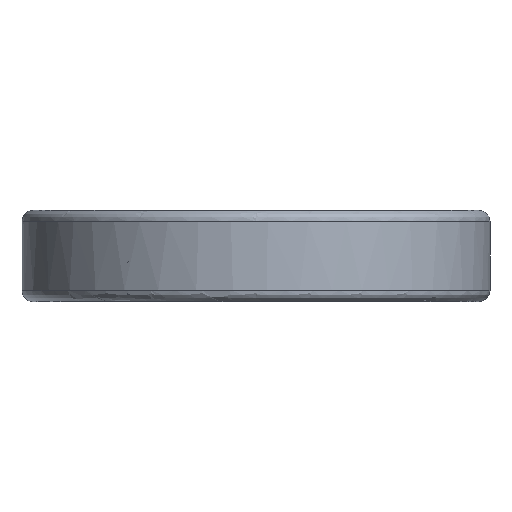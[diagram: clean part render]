
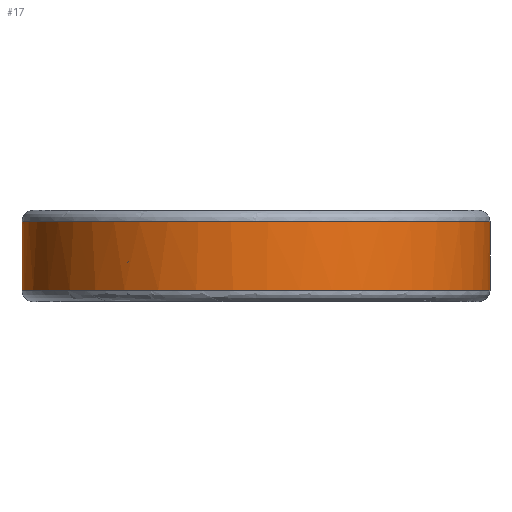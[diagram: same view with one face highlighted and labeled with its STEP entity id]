
A CAD part, front view. The second image highlights one B-rep face of the part: STEP entity #17.
In plain terms, the highlighted free-form (B-spline) face has degree [3, 1] with [7, 2] control points.
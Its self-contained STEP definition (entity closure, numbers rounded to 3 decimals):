
#17 = ADVANCED_FACE('',(#18),#54,.T.);
#18 = FACE_BOUND('',#19,.T.);
#19 = EDGE_LOOP('',(#20,#32,#39,#49));
#20 = ORIENTED_EDGE('',*,*,#21,.T.);
#21 = EDGE_CURVE('',#22,#22,#24,.T.);
#22 = VERTEX_POINT('',#23);
#23 = CARTESIAN_POINT('',(-24.926,-1.824,
    -3.648));
#24 = ( BOUNDED_CURVE() B_SPLINE_CURVE(3,(#25,#26,#27,#28,#29,#30,#31),
.UNSPECIFIED.,.T.,.F.) B_SPLINE_CURVE_WITH_KNOTS((4,3,4),(0.,0.5,1.),
.PIECEWISE_BEZIER_KNOTS.) CURVE() GEOMETRIC_REPRESENTATION_ITEM() 
RATIONAL_B_SPLINE_CURVE((1.,0.333,0.333,1.,0.333,0.333,
1.)) REPRESENTATION_ITEM('') );
#25 = CARTESIAN_POINT('',(-24.926,-1.824,
    -3.648));
#26 = CARTESIAN_POINT('',(-24.926,-51.675,
    -3.648));
#27 = CARTESIAN_POINT('',(24.926,-51.675,
    -3.648));
#28 = CARTESIAN_POINT('',(24.926,-1.824,
    -3.648));
#29 = CARTESIAN_POINT('',(24.926,48.027,
    -3.648));
#30 = CARTESIAN_POINT('',(-24.926,48.027,
    -3.648));
#31 = CARTESIAN_POINT('',(-24.926,-1.824,
    -3.648));
#32 = ORIENTED_EDGE('',*,*,#33,.T.);
#33 = EDGE_CURVE('',#22,#34,#36,.T.);
#34 = VERTEX_POINT('',#35);
#35 = CARTESIAN_POINT('',(-24.926,-1.824,3.648
    ));
#36 = B_SPLINE_CURVE_WITH_KNOTS('',1,(#37,#38),.UNSPECIFIED.,.F.,.F.,(2,
    2),(0.,1.),.PIECEWISE_BEZIER_KNOTS.);
#37 = CARTESIAN_POINT('',(-24.926,-1.824,
    -3.648));
#38 = CARTESIAN_POINT('',(-24.926,-1.824,3.648
    ));
#39 = ORIENTED_EDGE('',*,*,#40,.T.);
#40 = EDGE_CURVE('',#34,#34,#41,.T.);
#41 = ( BOUNDED_CURVE() B_SPLINE_CURVE(3,(#42,#43,#44,#45,#46,#47,#48),
.UNSPECIFIED.,.T.,.F.) B_SPLINE_CURVE_WITH_KNOTS((4,3,4),(0.,0.5,1.),
.PIECEWISE_BEZIER_KNOTS.) CURVE() GEOMETRIC_REPRESENTATION_ITEM() 
RATIONAL_B_SPLINE_CURVE((1.,0.333,0.333,1.,0.333,0.333,
1.)) REPRESENTATION_ITEM('') );
#42 = CARTESIAN_POINT('',(-24.926,-1.824,3.648
    ));
#43 = CARTESIAN_POINT('',(-24.926,48.027,3.648
    ));
#44 = CARTESIAN_POINT('',(24.926,48.027,3.648
    ));
#45 = CARTESIAN_POINT('',(24.926,-1.824,3.648
    ));
#46 = CARTESIAN_POINT('',(24.926,-51.675,3.648
    ));
#47 = CARTESIAN_POINT('',(-24.926,-51.675,3.648
    ));
#48 = CARTESIAN_POINT('',(-24.926,-1.824,3.648
    ));
#49 = ORIENTED_EDGE('',*,*,#50,.T.);
#50 = EDGE_CURVE('',#34,#22,#51,.T.);
#51 = B_SPLINE_CURVE_WITH_KNOTS('',1,(#52,#53),.UNSPECIFIED.,.F.,.F.,(2,
    2),(0.,1.),.PIECEWISE_BEZIER_KNOTS.);
#52 = CARTESIAN_POINT('',(-24.926,-1.824,3.648
    ));
#53 = CARTESIAN_POINT('',(-24.926,-1.824,
    -3.648));
#54 = ( BOUNDED_SURFACE() B_SPLINE_SURFACE(3,1,(
    (#55,#56)
    ,(#57,#58)
    ,(#59,#60)
    ,(#61,#62)
    ,(#63,#64)
    ,(#65,#66)
,(#67,#68
    )),.UNSPECIFIED.,.T.,.F.,.F.) B_SPLINE_SURFACE_WITH_KNOTS((1,3,3,3,1
    ),(2,2),(-0.5,0.,0.5,1.,1.5),(0.,1.),.UNSPECIFIED.) 
GEOMETRIC_REPRESENTATION_ITEM() RATIONAL_B_SPLINE_SURFACE((
    (1.,1.)
    ,(0.333,0.333)
    ,(0.333,0.333)
    ,(1.,1.)
    ,(0.333,0.333)
    ,(0.333,0.333)
,(1.,1.))) REPRESENTATION_ITEM('') SURFACE() );
#55 = CARTESIAN_POINT('',(-24.926,-1.824,5.836
    ));
#56 = CARTESIAN_POINT('',(-24.926,-1.824,
    -5.836));
#57 = CARTESIAN_POINT('',(-24.926,48.027,5.836
    ));
#58 = CARTESIAN_POINT('',(-24.926,48.027,
    -5.836));
#59 = CARTESIAN_POINT('',(24.926,48.027,5.836
    ));
#60 = CARTESIAN_POINT('',(24.926,48.027,
    -5.836));
#61 = CARTESIAN_POINT('',(24.926,-1.824,5.836
    ));
#62 = CARTESIAN_POINT('',(24.926,-1.824,
    -5.836));
#63 = CARTESIAN_POINT('',(24.926,-51.675,5.836
    ));
#64 = CARTESIAN_POINT('',(24.926,-51.675,
    -5.836));
#65 = CARTESIAN_POINT('',(-24.926,-51.675,5.836
    ));
#66 = CARTESIAN_POINT('',(-24.926,-51.675,
    -5.836));
#67 = CARTESIAN_POINT('',(-24.926,-1.824,5.836
    ));
#68 = CARTESIAN_POINT('',(-24.926,-1.824,
    -5.836));
